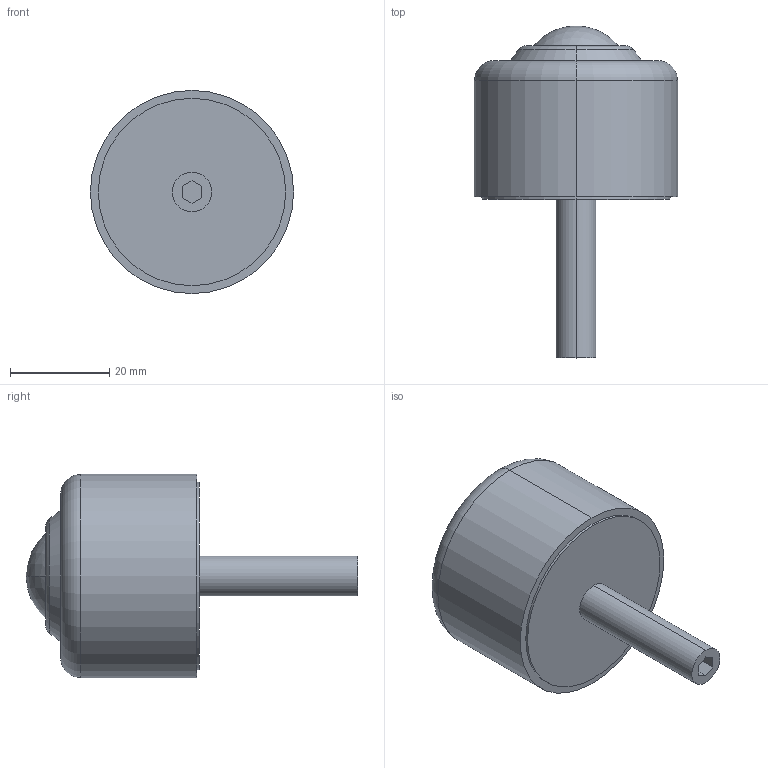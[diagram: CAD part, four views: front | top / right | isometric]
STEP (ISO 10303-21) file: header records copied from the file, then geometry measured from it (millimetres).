
FILE_DESCRIPTION (( 'STEP AP203' ), '1' );
FILE_NAME ('sone3D.STEP', '2013-09-18T05:37:50', ( '' ), ( '' ), 'SwSTEP 2.0', 'SolidWorks 2012', '' );
FILE_SCHEMA (( 'CONFIG_CONTROL_DESIGN' ));
Length unit declared in the file: millimetre
Products named in the file (2): sone3D; K-1143-19SNポール__20111122_ボール寸法変更
Assembly tree (1 placements, depth 2):
  sone3D
    K-1143-19SNポール__20111122_ボール寸法変更
Bounding box: 41 x 67 x 41 mm (x, y, z)
Volume: 39855.2 mm3; surface area: 7041.6 mm2
Topology: 1 solids, 1 shells, 26 faces, 54 edges, 35 vertices
Faces by surface type: plane 12, cylinder 6, torus 4, cone 2, sphere 2
Entity records: 898 total; most frequent: DIRECTION 142, CARTESIAN_POINT 119, ORIENTED_EDGE 108, AXIS2_PLACEMENT_3D 58, EDGE_CURVE 54, VERTEX_POINT 35, EDGE_LOOP 31, CIRCLE 28
